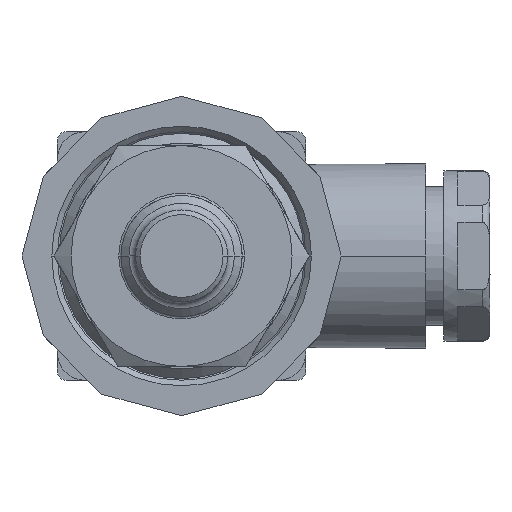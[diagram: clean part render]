
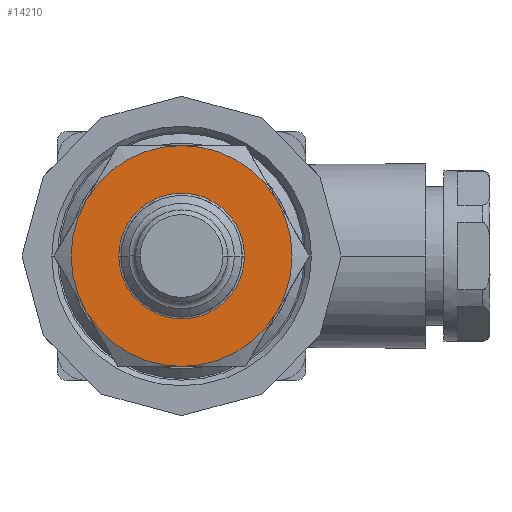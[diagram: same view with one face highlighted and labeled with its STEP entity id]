
A CAD part, front view. The second image highlights one B-rep face of the part: STEP entity #14210.
In plain terms, the highlighted planar face has unit normal (0, -1, 0).
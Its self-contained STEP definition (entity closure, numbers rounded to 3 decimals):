
#19=CARTESIAN_POINT('',(0.,0.,0.));
#20=DIRECTION('',(0.,-1.,0.));
#21=DIRECTION('',(0.,0.,1.));
#22=AXIS2_PLACEMENT_3D('',#19,#20,#21);
#24=CARTESIAN_POINT('',(0.,0.,0.));
#25=DIRECTION('',(0.,-1.,0.));
#26=DIRECTION('',(0.866,0.,0.5));
#27=AXIS2_PLACEMENT_3D('',#24,#25,#26);
#29=CARTESIAN_POINT('',(0.,0.,0.));
#30=DIRECTION('',(0.,-1.,0.));
#31=DIRECTION('',(0.866,0.,-0.5));
#32=AXIS2_PLACEMENT_3D('',#29,#30,#31);
#34=CARTESIAN_POINT('',(0.,0.,0.));
#35=DIRECTION('',(0.,-1.,0.));
#36=DIRECTION('',(0.,0.,-1.));
#37=AXIS2_PLACEMENT_3D('',#34,#35,#36);
#39=CARTESIAN_POINT('',(0.,0.,0.));
#40=DIRECTION('',(0.,-1.,0.));
#41=DIRECTION('',(-0.866,0.,-0.5));
#42=AXIS2_PLACEMENT_3D('',#39,#40,#41);
#44=CARTESIAN_POINT('',(0.,0.,0.));
#45=DIRECTION('',(0.,-1.,0.));
#46=DIRECTION('',(-0.866,0.,0.5));
#47=AXIS2_PLACEMENT_3D('',#44,#45,#46);
#49=CARTESIAN_POINT('',(0.,0.,0.));
#50=DIRECTION('',(0.,-1.,0.));
#51=DIRECTION('',(1.,0.,0.));
#52=AXIS2_PLACEMENT_3D('',#49,#50,#51);
#54=CARTESIAN_POINT('',(0.,0.,0.));
#55=DIRECTION('',(0.,-1.,0.));
#56=DIRECTION('',(-1.,0.,0.));
#57=AXIS2_PLACEMENT_3D('',#54,#55,#56);
#10961=CARTESIAN_POINT('',(0.,0.,12.));
#10962=CARTESIAN_POINT('',(-10.392,0.,6.));
#10963=VERTEX_POINT('',#10961);
#10964=VERTEX_POINT('',#10962);
#10965=CARTESIAN_POINT('',(-10.392,0.,-6.));
#10966=VERTEX_POINT('',#10965);
#10967=CARTESIAN_POINT('',(0.,0.,-12.));
#10968=VERTEX_POINT('',#10967);
#10969=CARTESIAN_POINT('',(10.392,0.,-6.));
#10970=VERTEX_POINT('',#10969);
#10971=CARTESIAN_POINT('',(10.392,0.,6.));
#10972=VERTEX_POINT('',#10971);
#11005=CARTESIAN_POINT('',(6.829,0.,0.));
#11006=CARTESIAN_POINT('',(-6.829,0.,0.));
#11007=VERTEX_POINT('',#11005);
#11008=VERTEX_POINT('',#11006);
#14185=CARTESIAN_POINT('',(0.,0.,0.));
#14186=DIRECTION('',(0.,1.,0.));
#14187=DIRECTION('',(1.,0.,0.));
#14188=AXIS2_PLACEMENT_3D('',#14185,#14186,#14187);
#14189=PLANE('',#14188);
#14191=ORIENTED_EDGE('',*,*,#14190,.F.);
#14193=ORIENTED_EDGE('',*,*,#14192,.F.);
#14195=ORIENTED_EDGE('',*,*,#14194,.F.);
#14197=ORIENTED_EDGE('',*,*,#14196,.F.);
#14199=ORIENTED_EDGE('',*,*,#14198,.F.);
#14201=ORIENTED_EDGE('',*,*,#14200,.F.);
#14202=EDGE_LOOP('',(#14191,#14193,#14195,#14197,#14199,#14201));
#14203=FACE_OUTER_BOUND('',#14202,.F.);
#14205=ORIENTED_EDGE('',*,*,#14204,.T.);
#14207=ORIENTED_EDGE('',*,*,#14206,.T.);
#14208=EDGE_LOOP('',(#14205,#14207));
#14209=FACE_BOUND('',#14208,.F.);
#23=CIRCLE('',#22,12.);
#28=CIRCLE('',#27,12.);
#33=CIRCLE('',#32,12.);
#38=CIRCLE('',#37,12.);
#43=CIRCLE('',#42,12.);
#48=CIRCLE('',#47,12.);
#53=CIRCLE('',#52,6.829);
#58=CIRCLE('',#57,6.829);
#14190=EDGE_CURVE('',#10963,#10964,#23,.T.);
#14192=EDGE_CURVE('',#10972,#10963,#28,.T.);
#14194=EDGE_CURVE('',#10970,#10972,#33,.T.);
#14196=EDGE_CURVE('',#10968,#10970,#38,.T.);
#14198=EDGE_CURVE('',#10966,#10968,#43,.T.);
#14200=EDGE_CURVE('',#10964,#10966,#48,.T.);
#14204=EDGE_CURVE('',#11007,#11008,#53,.T.);
#14206=EDGE_CURVE('',#11008,#11007,#58,.T.);
#14210=ADVANCED_FACE('',(#14203,#14209),#14189,.F.);
